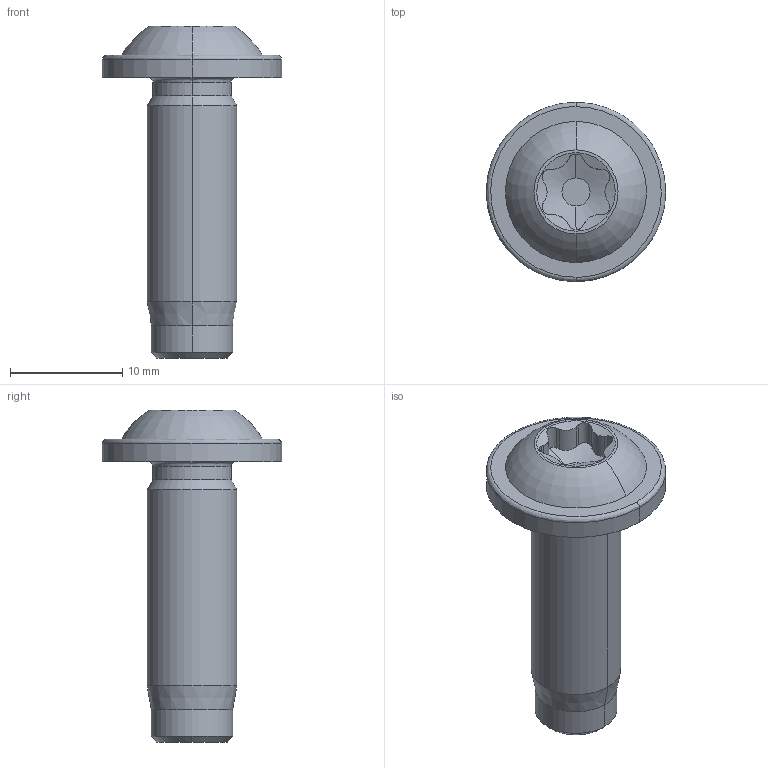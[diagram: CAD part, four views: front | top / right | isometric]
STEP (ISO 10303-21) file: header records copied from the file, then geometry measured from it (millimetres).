
FILE_DESCRIPTION (( 'STEP AP203' ), '1' );
FILE_NAME ('482527174_c_1.STEP', '2022-09-30T01:59:11', ( '' ), ( '' ), 'SwSTEP 2.0', 'SolidWorks 2014', '' );
FILE_SCHEMA (( 'CONFIG_CONTROL_DESIGN' ));
Length unit declared in the file: millimetre
Products named in the file (1): 482527174_c_1
Bounding box: 16 x 16 x 29.6 mm (x, y, z)
Volume: 1748.7 mm3; surface area: 1190.1 mm2
Topology: 1 solids, 1 shells, 54 faces, 133 edges, 84 vertices
Faces by surface type: cylinder 21, plane 17, cone 10, bspline 4, torus 2
Entity records: 1998 total; most frequent: CARTESIAN_POINT 744, ORIENTED_EDGE 266, DIRECTION 213, EDGE_CURVE 133, AXIS2_PLACEMENT_3D 85, VERTEX_POINT 84, EDGE_LOOP 57, FACE_OUTER_BOUND 54
